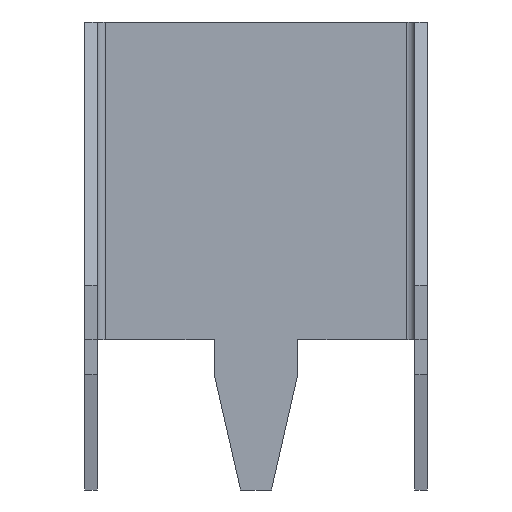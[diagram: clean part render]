
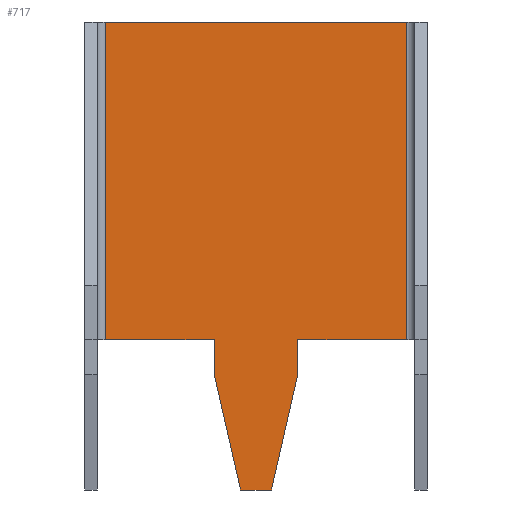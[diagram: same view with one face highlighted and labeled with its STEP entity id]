
A CAD part, front view. The second image highlights one B-rep face of the part: STEP entity #717.
In plain terms, the highlighted planar face has unit normal (0, -1, 0).
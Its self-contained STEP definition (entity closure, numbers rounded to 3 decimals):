
#41=LINE('',#1533,#130);
#45=LINE('',#1540,#134);
#54=LINE('',#1559,#143);
#85=LINE('',#1623,#174);
#87=LINE('',#1628,#176);
#89=LINE('',#1632,#178);
#93=LINE('',#1642,#182);
#98=LINE('',#1656,#187);
#104=LINE('',#1670,#193);
#105=LINE('',#1672,#194);
#130=VECTOR('',#826,10.);
#134=VECTOR('',#832,10.);
#143=VECTOR('',#845,10.);
#174=VECTOR('',#898,10.);
#176=VECTOR('',#904,10.);
#178=VECTOR('',#908,10.);
#182=VECTOR('',#918,10.);
#187=VECTOR('',#931,10.);
#193=VECTOR('',#947,10.);
#194=VECTOR('',#950,10.);
#225=PLANE('',#777);
#259=FACE_OUTER_BOUND('',#297,.T.);
#297=EDGE_LOOP('',(#635,#636,#637,#638,#639,#640,#641,#642,#643,#644));
#337=VERTEX_POINT('',#1530);
#338=VERTEX_POINT('',#1532);
#340=VERTEX_POINT('',#1538);
#348=VERTEX_POINT('',#1558);
#369=VERTEX_POINT('',#1620);
#370=VERTEX_POINT('',#1622);
#372=VERTEX_POINT('',#1630);
#375=VERTEX_POINT('',#1640);
#379=VERTEX_POINT('',#1653);
#380=VERTEX_POINT('',#1655);
#409=EDGE_CURVE('',#337,#338,#41,.T.);
#413=EDGE_CURVE('',#340,#337,#45,.T.);
#422=EDGE_CURVE('',#348,#340,#54,.T.);
#454=EDGE_CURVE('',#370,#369,#85,.T.);
#457=EDGE_CURVE('',#369,#338,#87,.T.);
#459=EDGE_CURVE('',#372,#348,#89,.T.);
#464=EDGE_CURVE('',#372,#375,#93,.T.);
#471=EDGE_CURVE('',#379,#380,#98,.T.);
#480=EDGE_CURVE('',#375,#380,#104,.T.);
#481=EDGE_CURVE('',#370,#379,#105,.T.);
#635=ORIENTED_EDGE('',*,*,#409,.F.);
#636=ORIENTED_EDGE('',*,*,#413,.F.);
#637=ORIENTED_EDGE('',*,*,#422,.F.);
#638=ORIENTED_EDGE('',*,*,#459,.F.);
#639=ORIENTED_EDGE('',*,*,#464,.T.);
#640=ORIENTED_EDGE('',*,*,#480,.T.);
#641=ORIENTED_EDGE('',*,*,#471,.F.);
#642=ORIENTED_EDGE('',*,*,#481,.F.);
#643=ORIENTED_EDGE('',*,*,#454,.T.);
#644=ORIENTED_EDGE('',*,*,#457,.T.);
#717=ADVANCED_FACE('',(#259),#225,.T.);
#777=AXIS2_PLACEMENT_3D('',#1671,#948,#949);
#826=DIRECTION('',(-0.223,0.,0.975));
#832=DIRECTION('',(-1.,0.,0.));
#845=DIRECTION('',(-0.223,0.,-0.975));
#898=DIRECTION('',(1.,0.,0.));
#904=DIRECTION('',(0.,0.,-1.));
#908=DIRECTION('',(0.,0.,-1.));
#918=DIRECTION('',(1.,0.,0.));
#931=DIRECTION('',(1.,0.,0.));
#947=DIRECTION('',(0.,0.,1.));
#948=DIRECTION('center_axis',(0.,-1.,0.));
#949=DIRECTION('ref_axis',(1.,0.,0.));
#950=DIRECTION('',(0.,0.,1.));
#1530=CARTESIAN_POINT('',(4.545,3.755,-4.57));
#1532=CARTESIAN_POINT('',(3.745,3.755,-1.07));
#1533=CARTESIAN_POINT('',(3.747,3.755,-1.078));
#1538=CARTESIAN_POINT('',(5.485,3.755,-4.57));
#1540=CARTESIAN_POINT('',(3.745,3.755,-4.57));
#1558=CARTESIAN_POINT('',(6.285,3.755,-1.07));
#1559=CARTESIAN_POINT('',(6.056,3.755,-2.071));
#1620=CARTESIAN_POINT('',(3.745,3.755,0.));
#1622=CARTESIAN_POINT('',(0.44,3.755,0.));
#1623=CARTESIAN_POINT('',(0.44,3.755,0.));
#1628=CARTESIAN_POINT('',(3.745,3.755,0.));
#1630=CARTESIAN_POINT('',(6.285,3.755,0.));
#1632=CARTESIAN_POINT('',(6.285,3.755,0.));
#1640=CARTESIAN_POINT('',(9.59,3.755,0.));
#1642=CARTESIAN_POINT('',(0.44,3.755,0.));
#1653=CARTESIAN_POINT('',(0.44,3.755,9.65));
#1655=CARTESIAN_POINT('',(9.59,3.755,9.65));
#1656=CARTESIAN_POINT('',(0.44,3.755,9.65));
#1670=CARTESIAN_POINT('',(9.59,3.755,0.));
#1671=CARTESIAN_POINT('Origin',(0.44,3.755,0.));
#1672=CARTESIAN_POINT('',(0.44,3.755,0.));
